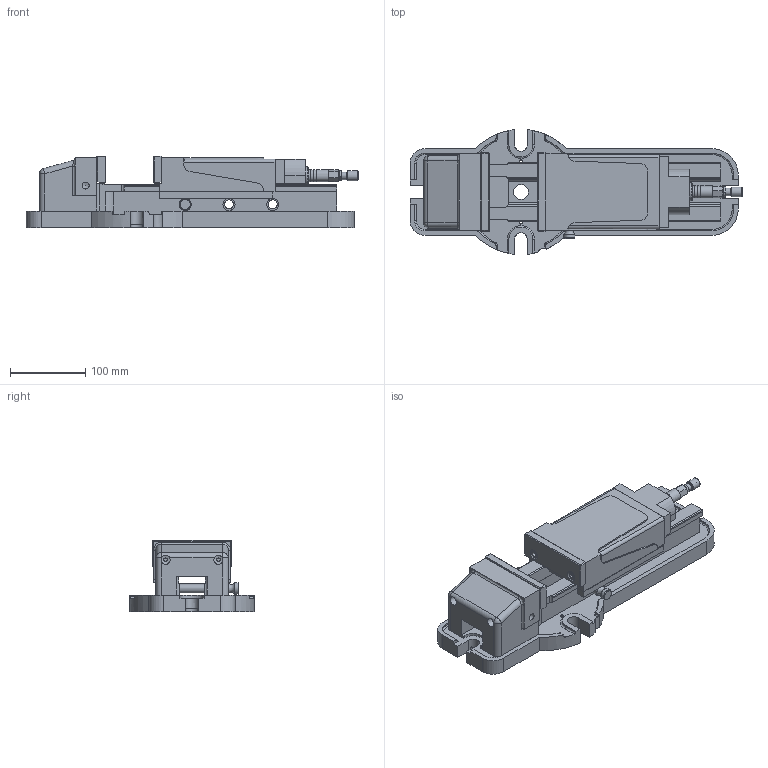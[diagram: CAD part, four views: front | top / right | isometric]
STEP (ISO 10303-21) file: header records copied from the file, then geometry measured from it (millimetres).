
FILE_DESCRIPTION(/* description */ (''),/* implementation_level */ '2;1');
FILE_NAME(/* name */ '3HPP-40.stp',/* time_stamp */ '2015-09-16T08:43:36+08:00',/* author */ ('user'),/* organization */ (''),/* preprocessor_version */ 'ST-DEVELOPER v15.2',/* originating_system */ 'Autodesk Inventor 2014',/* authorisation */ '');
FILE_SCHEMA (('AUTOMOTIVE_DESIGN { 1 0 10303 214 3 1 1 }'));
Length unit declared in the file: millimetre
Products named in the file (17): HP401 - 本座; HP404 - 移動板; HP403 - 鉗口; HP407 - 鎖銷; HP406 - 軸承蓋; HP409 - 內螺桿; HP411 - 子螺桿; HP419 - 押送螺桿停止塊; HPP405-壓板; ANSI B18.3.1M - M6x1 x 16(1); ANSI B18.3.1M - M5x0.8 x 12(1); ANSI B18.3.1M - M5x0.8 x 16(1); HP425 - 注油栓之ㄧ; HP426 - 注油栓之二; HP422 - 彈簧調整螺絲; HP423 - 油壓切換閥; HPP-40
Bounding box: 440 x 165.13 x 95 mm (x, y, z)
Volume: 2340035.4 mm3; surface area: 388936.2 mm2
Topology: 30 solids, 30 shells, 893 faces, 2130 edges, 1345 vertices
Faces by surface type: plane 479, cylinder 244, cone 118, torus 47, sphere 3, bspline 2
Full cylindrical faces by diameter (mm): 2.459 x2, 2.5 x1, 2.8 x1, 3.8 x8, 4.15 x1, 4.8 x4, 4.917 x4, 4.978 x2, 5 x15, 5.1 x1, 5.2 x6, 5.4 x1, 5.6 x8, 6 x6, 6.5 x1, 7 x8, 8 x1, 8.5 x11, 9 x9, 9.1 x1, 9.144 x2, 9.8 x1, 10 x9, 10.5 x1, 10.8 x2, 11 x5, 11.8 x1, 12 x9, 12.3 x1, 13 x1
Entity records: 19300 total; most frequent: CARTESIAN_POINT 3857, DIRECTION 3289, ORIENTED_EDGE 2780, EDGE_CURVE 1390, AXIS2_PLACEMENT_3D 1257, VERTEX_POINT 993, EDGE_LOOP 963, LINE 775
